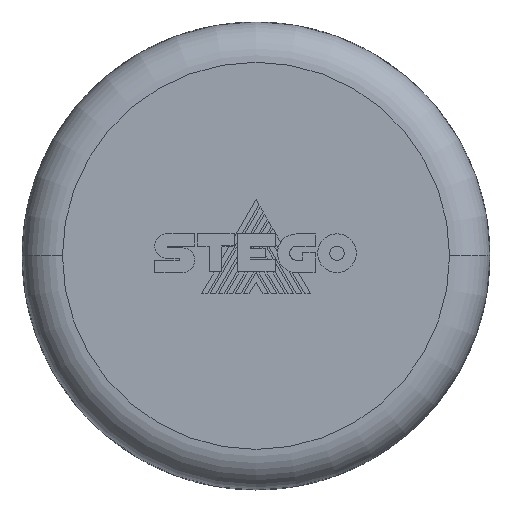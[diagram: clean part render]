
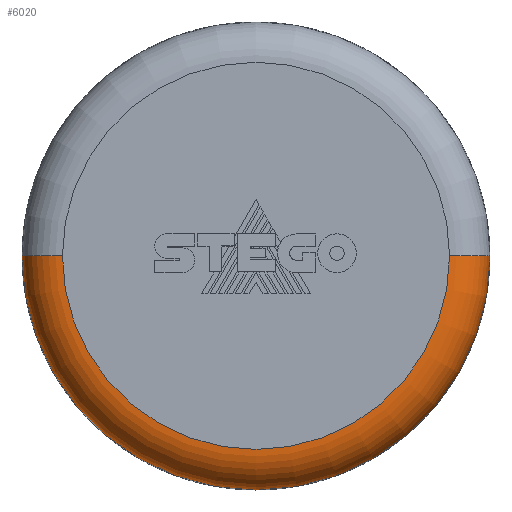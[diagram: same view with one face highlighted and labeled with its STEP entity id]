
A CAD part, top view. The second image highlights one B-rep face of the part: STEP entity #6020.
In plain terms, the highlighted toroidal (fillet/blend) face has major radius 24 mm and minor radius 5 mm.
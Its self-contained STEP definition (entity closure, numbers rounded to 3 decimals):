
#387 = CIRCLE ( 'NONE', #891, 24. ) ;
#891 = AXIS2_PLACEMENT_3D ( 'NONE', #20415, #10061, #22133 ) ;
#1100 = AXIS2_PLACEMENT_3D ( 'NONE', #4421, #18197, #16519 ) ;
#2401 = VERTEX_POINT ( 'NONE', #12694 ) ;
#2756 = CIRCLE ( 'NONE', #14238, 5. ) ;
#4394 = VERTEX_POINT ( 'NONE', #20327 ) ;
#4421 = CARTESIAN_POINT ( 'NONE',  ( 0., 0., 17. ) ) ;
#5137 = EDGE_CURVE ( 'NONE', #2401, #4394, #12222, .T. ) ;
#5705 = CARTESIAN_POINT ( 'NONE',  ( 24., 0., 22. ) ) ;
#6020 = ADVANCED_FACE ( 'NONE', ( #21892 ), #16771, .T. ) ;
#6122 = CARTESIAN_POINT ( 'NONE',  ( 24., 0., 17. ) ) ;
#6712 = DIRECTION ( 'NONE',  ( 0., 1., 0. ) ) ;
#7851 = DIRECTION ( 'NONE',  ( 0., 0., -1. ) ) ;
#8315 = AXIS2_PLACEMENT_3D ( 'NONE', #17076, #6712, #18838 ) ;
#8882 = CIRCLE ( 'NONE', #8315, 5. ) ;
#9669 = ORIENTED_EDGE ( 'NONE', *, *, #13105, .F. ) ;
#9813 = AXIS2_PLACEMENT_3D ( 'NONE', #9819, #21891, #11555 ) ;
#9819 = CARTESIAN_POINT ( 'NONE',  ( 0., 0., 17. ) ) ;
#9965 = VERTEX_POINT ( 'NONE', #5705 ) ;
#10061 = DIRECTION ( 'NONE',  ( 0., 0., 1. ) ) ;
#10643 = EDGE_LOOP ( 'NONE', ( #18893, #20301, #12660, #9669 ) ) ;
#11555 = DIRECTION ( 'NONE',  ( 1., 0., 0. ) ) ;
#12155 = VERTEX_POINT ( 'NONE', #17355 ) ;
#12222 = CIRCLE ( 'NONE', #9813, 29. ) ;
#12660 = ORIENTED_EDGE ( 'NONE', *, *, #14119, .T. ) ;
#12694 = CARTESIAN_POINT ( 'NONE',  ( 29., 0., 17. ) ) ;
#13105 = EDGE_CURVE ( 'NONE', #12155, #9965, #387, .T. ) ;
#14119 = EDGE_CURVE ( 'NONE', #2401, #9965, #2756, .T. ) ;
#14238 = AXIS2_PLACEMENT_3D ( 'NONE', #6122, #18213, #7851 ) ;
#16519 = DIRECTION ( 'NONE',  ( 1., 0., 0. ) ) ;
#16771 = TOROIDAL_SURFACE ( 'NONE', #1100, 24., 5. ) ;
#17076 = CARTESIAN_POINT ( 'NONE',  ( -24., 0., 17. ) ) ;
#17355 = CARTESIAN_POINT ( 'NONE',  ( -24., 0., 22. ) ) ;
#18197 = DIRECTION ( 'NONE',  ( 0., 0., 1. ) ) ;
#18213 = DIRECTION ( 'NONE',  ( 0., -1., 0. ) ) ;
#18838 = DIRECTION ( 'NONE',  ( -1., 0., 0. ) ) ;
#18893 = ORIENTED_EDGE ( 'NONE', *, *, #18986, .F. ) ;
#18986 = EDGE_CURVE ( 'NONE', #4394, #12155, #8882, .T. ) ;
#20301 = ORIENTED_EDGE ( 'NONE', *, *, #5137, .F. ) ;
#20327 = CARTESIAN_POINT ( 'NONE',  ( -29., 0., 17. ) ) ;
#20415 = CARTESIAN_POINT ( 'NONE',  ( 0., 0., 22. ) ) ;
#21891 = DIRECTION ( 'NONE',  ( 0., 0., -1. ) ) ;
#21892 = FACE_OUTER_BOUND ( 'NONE', #10643, .T. ) ;
#22133 = DIRECTION ( 'NONE',  ( 1., 0., 0. ) ) ;
